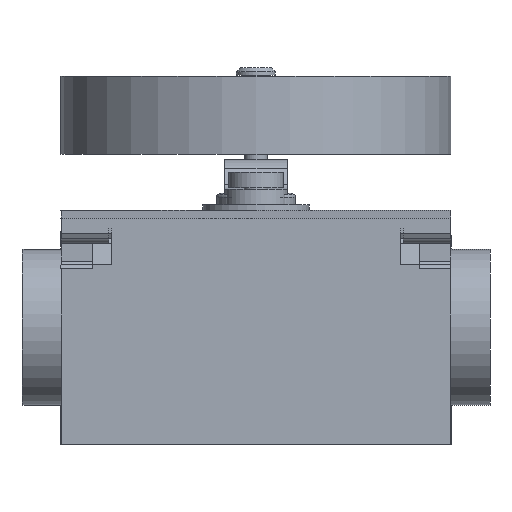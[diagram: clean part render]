
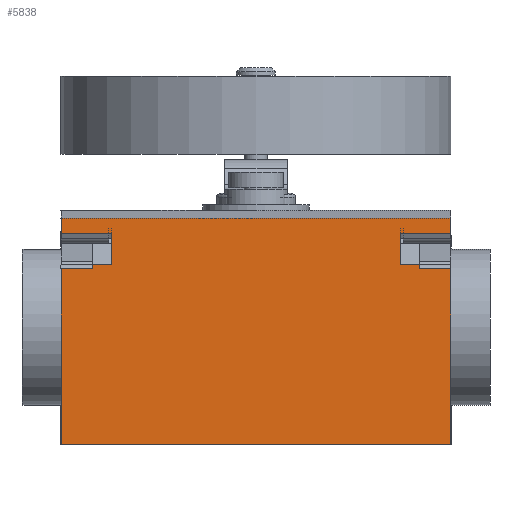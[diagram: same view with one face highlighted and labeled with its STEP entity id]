
A CAD part, front view. The second image highlights one B-rep face of the part: STEP entity #5838.
In plain terms, the highlighted planar face has unit normal (0, -1, 0).
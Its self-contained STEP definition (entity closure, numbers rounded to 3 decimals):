
#5149=CARTESIAN_POINT('',(43.5,0.,22.999));
#5150=VERTEX_POINT('',#5149);
#5184=CARTESIAN_POINT('',(43.5,0.,27.0));
#5185=VERTEX_POINT('',#5184);
#5192=CARTESIAN_POINT('',(43.5,0.,22.999));
#5193=DIRECTION('',(0.0,0.0,1.0));
#5194=VECTOR('',#5193,4.001);
#5195=LINE('',#5192,#5194);
#5196=EDGE_CURVE('',#5150,#5185,#5195,.T.);
#5206=CARTESIAN_POINT('',(6.5,0.,27.0));
#5207=VERTEX_POINT('',#5206);
#5243=CARTESIAN_POINT('',(6.5,0.,22.999));
#5244=VERTEX_POINT('',#5243);
#5251=CARTESIAN_POINT('',(6.5,0.,27.0));
#5252=DIRECTION('',(0.0,0.0,-1.0));
#5253=VECTOR('',#5252,4.001);
#5254=LINE('',#5251,#5253);
#5255=EDGE_CURVE('',#5207,#5244,#5254,.T.);
#5319=CARTESIAN_POINT('',(0.0,0.,27.0));
#5320=VERTEX_POINT('',#5319);
#5327=CARTESIAN_POINT('',(0.0,0.,29.0));
#5328=VERTEX_POINT('',#5327);
#5329=CARTESIAN_POINT('',(0.0,0.,27.0));
#5330=DIRECTION('',(0.0,0.0,1.0));
#5331=VECTOR('',#5330,2.0);
#5332=LINE('',#5329,#5331);
#5333=EDGE_CURVE('',#5320,#5328,#5332,.T.);
#5359=CARTESIAN_POINT('',(0.0,0.0,0.0));
#5360=VERTEX_POINT('',#5359);
#5367=CARTESIAN_POINT('',(0.0,0.,22.5));
#5368=VERTEX_POINT('',#5367);
#5369=CARTESIAN_POINT('',(0.0,0.,0.0));
#5370=DIRECTION('',(0.0,0.0,1.0));
#5371=VECTOR('',#5370,22.5);
#5372=LINE('',#5369,#5371);
#5373=EDGE_CURVE('',#5360,#5368,#5372,.T.);
#5418=CARTESIAN_POINT('',(6.5,0.,27.0));
#5419=DIRECTION('',(-1.0,0.0,0.0));
#5420=VECTOR('',#5419,6.5);
#5421=LINE('',#5418,#5420);
#5422=EDGE_CURVE('',#5207,#5320,#5421,.T.);
#5651=CARTESIAN_POINT('',(4.0,0.,22.5));
#5652=VERTEX_POINT('',#5651);
#5660=CARTESIAN_POINT('',(4.0,0.,22.999));
#5661=VERTEX_POINT('',#5660);
#5662=CARTESIAN_POINT('',(4.0,0.,22.5));
#5663=DIRECTION('',(0.0,0.0,1.0));
#5664=VECTOR('',#5663,0.499);
#5665=LINE('',#5662,#5664);
#5666=EDGE_CURVE('',#5652,#5661,#5665,.T.);
#5694=CARTESIAN_POINT('',(6.5,0.,22.999));
#5695=DIRECTION('',(-1.0,0.0,0.0));
#5696=VECTOR('',#5695,2.5);
#5697=LINE('',#5694,#5696);
#5698=EDGE_CURVE('',#5244,#5661,#5697,.T.);
#5728=CARTESIAN_POINT('',(0.0,0.,22.5));
#5729=DIRECTION('',(1.0,0.0,0.0));
#5730=VECTOR('',#5729,4.0);
#5731=LINE('',#5728,#5730);
#5732=EDGE_CURVE('',#5368,#5652,#5731,.T.);
#5744=CARTESIAN_POINT('',(50.,0.,29.0));
#5745=VERTEX_POINT('',#5744);
#5746=CARTESIAN_POINT('',(0.0,0.,29.));
#5747=DIRECTION('',(1.0,0.0,0.0));
#5748=VECTOR('',#5747,50.);
#5749=LINE('',#5746,#5748);
#5750=EDGE_CURVE('',#5328,#5745,#5749,.T.);
#5770=CARTESIAN_POINT('',(41.1,0.,0.));
#5771=DIRECTION('',(0.0,-1.0,0.0));
#5772=DIRECTION('',(0.0,0.0,1.0));
#5773=AXIS2_PLACEMENT_3D('',#5770,#5771,#5772);
#5774=PLANE('',#5773);
#5775=CARTESIAN_POINT('',(50.,0.0,0.0));
#5776=VERTEX_POINT('',#5775);
#5777=CARTESIAN_POINT('',(0.0,0.,0.));
#5778=DIRECTION('',(1.0,0.0,0.0));
#5779=VECTOR('',#5778,50.);
#5780=LINE('',#5777,#5779);
#5781=EDGE_CURVE('',#5360,#5776,#5780,.T.);
#5782=ORIENTED_EDGE('',*,*,#5781,.T.);
#5783=CARTESIAN_POINT('',(50.,0.,22.5));
#5784=VERTEX_POINT('',#5783);
#5785=CARTESIAN_POINT('',(50.,0.,0.0));
#5786=DIRECTION('',(0.0,0.0,1.0));
#5787=VECTOR('',#5786,22.5);
#5788=LINE('',#5785,#5787);
#5789=EDGE_CURVE('',#5776,#5784,#5788,.T.);
#5790=ORIENTED_EDGE('',*,*,#5789,.T.);
#5791=CARTESIAN_POINT('',(46.,0.,22.5));
#5792=VERTEX_POINT('',#5791);
#5793=CARTESIAN_POINT('',(50.,0.,22.5));
#5794=DIRECTION('',(-1.0,0.0,0.0));
#5795=VECTOR('',#5794,4.0);
#5796=LINE('',#5793,#5795);
#5797=EDGE_CURVE('',#5784,#5792,#5796,.T.);
#5798=ORIENTED_EDGE('',*,*,#5797,.T.);
#5799=CARTESIAN_POINT('',(46.,0.,22.999));
#5800=VERTEX_POINT('',#5799);
#5801=CARTESIAN_POINT('',(46.,0.,22.5));
#5802=DIRECTION('',(0.0,0.0,1.0));
#5803=VECTOR('',#5802,0.499);
#5804=LINE('',#5801,#5803);
#5805=EDGE_CURVE('',#5792,#5800,#5804,.T.);
#5806=ORIENTED_EDGE('',*,*,#5805,.T.);
#5807=CARTESIAN_POINT('',(43.5,0.,22.999));
#5808=DIRECTION('',(1.0,0.0,0.0));
#5809=VECTOR('',#5808,2.5);
#5810=LINE('',#5807,#5809);
#5811=EDGE_CURVE('',#5150,#5800,#5810,.T.);
#5812=ORIENTED_EDGE('',*,*,#5811,.F.);
#5813=ORIENTED_EDGE('',*,*,#5196,.T.);
#5814=CARTESIAN_POINT('',(50.,0.,27.0));
#5815=VERTEX_POINT('',#5814);
#5816=CARTESIAN_POINT('',(43.5,0.,27.0));
#5817=DIRECTION('',(1.0,0.0,0.0));
#5818=VECTOR('',#5817,6.5);
#5819=LINE('',#5816,#5818);
#5820=EDGE_CURVE('',#5185,#5815,#5819,.T.);
#5821=ORIENTED_EDGE('',*,*,#5820,.T.);
#5822=CARTESIAN_POINT('',(50.,0.,27.0));
#5823=DIRECTION('',(0.0,0.0,1.0));
#5824=VECTOR('',#5823,2.0);
#5825=LINE('',#5822,#5824);
#5826=EDGE_CURVE('',#5815,#5745,#5825,.T.);
#5827=ORIENTED_EDGE('',*,*,#5826,.T.);
#5828=ORIENTED_EDGE('',*,*,#5750,.F.);
#5829=ORIENTED_EDGE('',*,*,#5333,.F.);
#5830=ORIENTED_EDGE('',*,*,#5422,.F.);
#5831=ORIENTED_EDGE('',*,*,#5255,.T.);
#5832=ORIENTED_EDGE('',*,*,#5698,.T.);
#5833=ORIENTED_EDGE('',*,*,#5666,.F.);
#5834=ORIENTED_EDGE('',*,*,#5732,.F.);
#5835=ORIENTED_EDGE('',*,*,#5373,.F.);
#5836=EDGE_LOOP('',(#5782,#5790,#5798,#5806,#5812,#5813,#5821,#5827,#5828,#5829,#5830,#5831,#5832,#5833,#5834,#5835));
#5837=FACE_OUTER_BOUND('',#5836,.T.);
#5838=ADVANCED_FACE('',(#5837),#5774,.T.);
